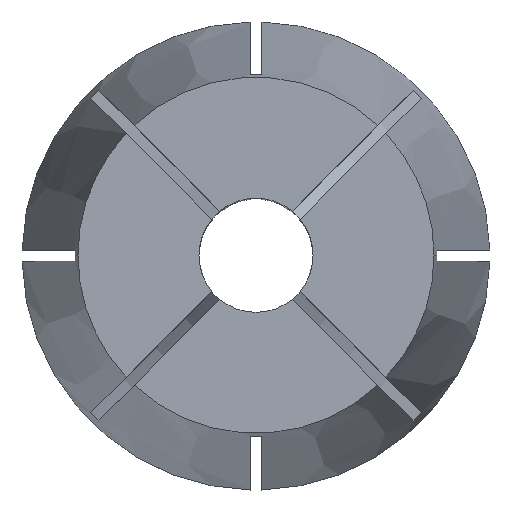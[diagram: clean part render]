
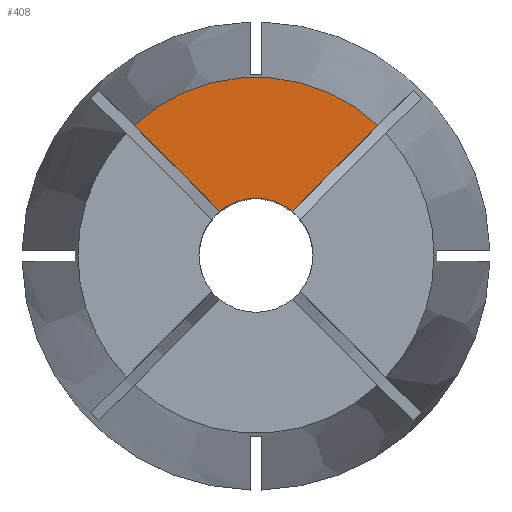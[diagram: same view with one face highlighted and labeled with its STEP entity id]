
A CAD part, top view. The second image highlights one B-rep face of the part: STEP entity #408.
In plain terms, the highlighted planar face has unit normal (0, 0, 1).
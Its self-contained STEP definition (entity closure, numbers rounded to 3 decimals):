
#43 = DIRECTION ( 'NONE',  ( 0.707, -0.707, 0. ) ) ;
#73 = AXIS2_PLACEMENT_3D ( 'NONE', #1443, #1231, #1673 ) ;
#218 = VERTEX_POINT ( 'NONE', #300 ) ;
#270 = EDGE_CURVE ( 'NONE', #352, #1272, #1007, .T. ) ;
#300 = CARTESIAN_POINT ( 'NONE',  ( -10.668, 11.376, 0. ) ) ;
#307 = DIRECTION ( 'NONE',  ( 0., 0., 1. ) ) ;
#350 = EDGE_CURVE ( 'NONE', #1272, #218, #1648, .T. ) ;
#352 = VERTEX_POINT ( 'NONE', #1179 ) ;
#397 = VERTEX_POINT ( 'NONE', #1055 ) ;
#408 = ADVANCED_FACE ( 'NONE', ( #1431 ), #1731, .F. ) ;
#484 = LINE ( 'NONE', #1473, #1331 ) ;
#581 = ORIENTED_EDGE ( 'NONE', *, *, #642, .F. ) ;
#642 = EDGE_CURVE ( 'NONE', #352, #397, #1697, .T. ) ;
#653 = VECTOR ( 'NONE', #768, 1000. ) ;
#768 = DIRECTION ( 'NONE',  ( 0.707, 0.707, 0. ) ) ;
#808 = CARTESIAN_POINT ( 'NONE',  ( 10.668, 11.376, 0. ) ) ;
#844 = DIRECTION ( 'NONE',  ( 1., 0., 0. ) ) ;
#871 = EDGE_LOOP ( 'NONE', ( #581, #1312, #1472, #1499 ) ) ;
#879 = AXIS2_PLACEMENT_3D ( 'NONE', #1428, #307, #1244 ) ;
#1007 = LINE ( 'NONE', #1352, #653 ) ;
#1054 = AXIS2_PLACEMENT_3D ( 'NONE', #1137, #1207, #844 ) ;
#1055 = CARTESIAN_POINT ( 'NONE',  ( -3.164, 3.871, 0. ) ) ;
#1137 = CARTESIAN_POINT ( 'NONE',  ( 0., 0., 0. ) ) ;
#1179 = CARTESIAN_POINT ( 'NONE',  ( 3.164, 3.871, 0. ) ) ;
#1207 = DIRECTION ( 'NONE',  ( 0., 0., 1. ) ) ;
#1231 = DIRECTION ( 'NONE',  ( 0., 0., -1. ) ) ;
#1244 = DIRECTION ( 'NONE',  ( 1., 0., 0. ) ) ;
#1272 = VERTEX_POINT ( 'NONE', #808 ) ;
#1312 = ORIENTED_EDGE ( 'NONE', *, *, #270, .T. ) ;
#1331 = VECTOR ( 'NONE', #43, 1000. ) ;
#1352 = CARTESIAN_POINT ( 'NONE',  ( -0.354, 0.354, 0. ) ) ;
#1428 = CARTESIAN_POINT ( 'NONE',  ( 0., 0., 0. ) ) ;
#1431 = FACE_OUTER_BOUND ( 'NONE', #871, .T. ) ;
#1443 = CARTESIAN_POINT ( 'NONE',  ( 0., 0., 0. ) ) ;
#1472 = ORIENTED_EDGE ( 'NONE', *, *, #350, .T. ) ;
#1473 = CARTESIAN_POINT ( 'NONE',  ( 0.354, 0.354, 0. ) ) ;
#1499 = ORIENTED_EDGE ( 'NONE', *, *, #1555, .T. ) ;
#1555 = EDGE_CURVE ( 'NONE', #218, #397, #484, .T. ) ;
#1648 = CIRCLE ( 'NONE', #1054, 15.595 ) ;
#1673 = DIRECTION ( 'NONE',  ( -1., 0., 0. ) ) ;
#1697 = CIRCLE ( 'NONE', #879, 5. ) ;
#1731 = PLANE ( 'NONE',  #73 ) ;
